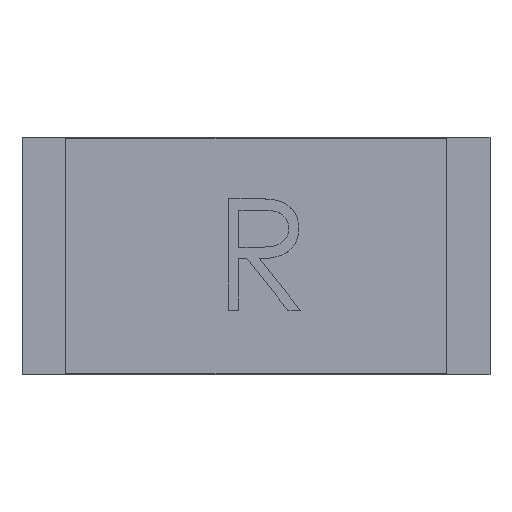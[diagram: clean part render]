
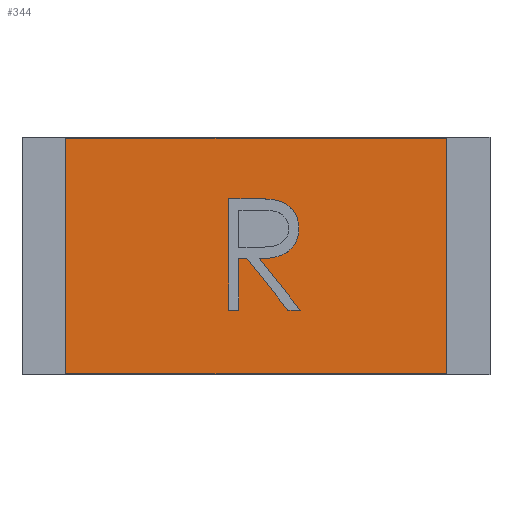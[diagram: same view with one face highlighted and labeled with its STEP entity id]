
A CAD part, top view. The second image highlights one B-rep face of the part: STEP entity #344.
In plain terms, the highlighted planar face has unit normal (0, 0, 1).
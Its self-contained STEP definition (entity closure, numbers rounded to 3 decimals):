
#344=ADVANCED_FACE('',(#415,#416),#382,.F.);
#382=PLANE('',#1026);
#415=FACE_BOUND('',#419,.T.);
#416=FACE_BOUND('',#420,.T.);
#419=EDGE_LOOP('',(#474,#475,#476,#477,#478,#479,#480,#481,#482,#483,#484));
#420=EDGE_LOOP('',(#485,#486,#487,#488));
#459=B_SPLINE_CURVE_WITH_KNOTS('',3,(#1230,#1231,#1232,#1233,#1234,#1235,
#1236,#1237,#1238,#1239,#1240),.UNSPECIFIED.,.F.,.F.,(4,1,1,1,1,1,1,1,4),
(0.,0.176,0.338,0.485,0.617,
0.735,0.837,0.926,1.),.UNSPECIFIED.);
#460=B_SPLINE_CURVE_WITH_KNOTS('',3,(#1242,#1243,#1244,#1245,#1246,#1247,
#1248,#1249,#1250,#1251,#1252,#1253,#1254,#1255,#1256,#1257,#1258,#1259,
#1260),.UNSPECIFIED.,.F.,.F.,(4,1,1,1,1,1,1,1,1,1,1,1,1,1,1,1,4),(0.,0.064,
0.127,0.189,0.249,0.309,
0.37,0.431,0.492,0.554,
0.616,0.677,0.738,0.801,
0.865,0.932,1.),.UNSPECIFIED.);
#461=B_SPLINE_CURVE_WITH_KNOTS('',3,(#1262,#1263,#1264,#1265,#1266,#1267,
#1268,#1269,#1270,#1271,#1272,#1273,#1274,#1275,#1276,#1277,#1278,#1279,
#1280),.UNSPECIFIED.,.F.,.F.,(4,1,1,1,1,1,1,1,1,1,1,1,1,1,1,1,4),(0.,0.079,
0.154,0.227,0.299,0.371,
0.443,0.517,0.593,0.634,0.677,
0.723,0.772,0.824,0.879,
0.938,1.),.UNSPECIFIED.);
#474=ORIENTED_EDGE('',*,*,#740,.T.);
#475=ORIENTED_EDGE('',*,*,#741,.T.);
#476=ORIENTED_EDGE('',*,*,#742,.T.);
#477=ORIENTED_EDGE('',*,*,#743,.T.);
#478=ORIENTED_EDGE('',*,*,#744,.T.);
#479=ORIENTED_EDGE('',*,*,#745,.T.);
#480=ORIENTED_EDGE('',*,*,#746,.T.);
#481=ORIENTED_EDGE('',*,*,#747,.T.);
#482=ORIENTED_EDGE('',*,*,#748,.T.);
#483=ORIENTED_EDGE('',*,*,#749,.T.);
#484=ORIENTED_EDGE('',*,*,#750,.T.);
#485=ORIENTED_EDGE('',*,*,#751,.T.);
#486=ORIENTED_EDGE('',*,*,#752,.F.);
#487=ORIENTED_EDGE('',*,*,#753,.F.);
#488=ORIENTED_EDGE('',*,*,#754,.T.);
#674=VERTEX_POINT('',#1224);
#675=VERTEX_POINT('',#1225);
#676=VERTEX_POINT('',#1227);
#677=VERTEX_POINT('',#1229);
#678=VERTEX_POINT('',#1241);
#679=VERTEX_POINT('',#1261);
#680=VERTEX_POINT('',#1281);
#681=VERTEX_POINT('',#1283);
#682=VERTEX_POINT('',#1285);
#683=VERTEX_POINT('',#1287);
#684=VERTEX_POINT('',#1289);
#685=VERTEX_POINT('',#1292);
#686=VERTEX_POINT('',#1293);
#687=VERTEX_POINT('',#1295);
#688=VERTEX_POINT('',#1297);
#740=EDGE_CURVE('',#674,#675,#840,.T.);
#741=EDGE_CURVE('',#675,#676,#841,.T.);
#742=EDGE_CURVE('',#676,#677,#842,.T.);
#743=EDGE_CURVE('',#677,#678,#459,.T.);
#744=EDGE_CURVE('',#678,#679,#460,.T.);
#745=EDGE_CURVE('',#679,#680,#461,.T.);
#746=EDGE_CURVE('',#680,#681,#843,.T.);
#747=EDGE_CURVE('',#681,#682,#844,.T.);
#748=EDGE_CURVE('',#682,#683,#845,.T.);
#749=EDGE_CURVE('',#683,#684,#846,.T.);
#750=EDGE_CURVE('',#684,#674,#847,.T.);
#751=EDGE_CURVE('',#685,#686,#848,.T.);
#752=EDGE_CURVE('',#687,#686,#849,.T.);
#753=EDGE_CURVE('',#688,#687,#850,.T.);
#754=EDGE_CURVE('',#688,#685,#851,.T.);
#840=LINE('',#1223,#930);
#841=LINE('',#1226,#931);
#842=LINE('',#1228,#932);
#843=LINE('',#1282,#933);
#844=LINE('',#1284,#934);
#845=LINE('',#1286,#935);
#846=LINE('',#1288,#936);
#847=LINE('',#1290,#937);
#848=LINE('',#1291,#938);
#849=LINE('',#1294,#939);
#850=LINE('',#1296,#940);
#851=LINE('',#1298,#941);
#930=VECTOR('',#1061,1.);
#931=VECTOR('',#1062,1.);
#932=VECTOR('',#1063,1.);
#933=VECTOR('',#1064,1.);
#934=VECTOR('',#1065,1.);
#935=VECTOR('',#1066,1.);
#936=VECTOR('',#1067,1.);
#937=VECTOR('',#1068,1.);
#938=VECTOR('',#1069,1.);
#939=VECTOR('',#1070,1.);
#940=VECTOR('',#1071,1.);
#941=VECTOR('',#1072,1.);
#1026=AXIS2_PLACEMENT_3D('',#1299,#1073,#1074);
#1061=DIRECTION('',(-1.,0.,0.));
#1062=DIRECTION('',(0.,1.,0.));
#1063=DIRECTION('',(1.,0.,0.));
#1064=DIRECTION('',(0.623,-0.782,0.));
#1065=DIRECTION('',(-1.,0.,0.));
#1066=DIRECTION('',(-0.623,0.782,0.));
#1067=DIRECTION('',(-1.,0.,0.));
#1068=DIRECTION('',(0.,-1.,0.));
#1069=DIRECTION('',(-1.,0.,0.));
#1070=DIRECTION('',(0.,1.,0.));
#1071=DIRECTION('',(-1.,0.,0.));
#1072=DIRECTION('',(0.,1.,0.));
#1073=DIRECTION('',(0.,0.,-1.));
#1074=DIRECTION('',(-1.,0.,0.));
#1223=CARTESIAN_POINT('',(-0.242,-0.86,0.631));
#1224=CARTESIAN_POINT('',(-0.242,-0.86,0.631));
#1225=CARTESIAN_POINT('',(-0.377,-0.86,0.631));
#1226=CARTESIAN_POINT('',(-0.377,-0.86,0.631));
#1227=CARTESIAN_POINT('',(-0.377,0.64,0.631));
#1228=CARTESIAN_POINT('',(-0.377,0.64,0.631));
#1229=CARTESIAN_POINT('',(-0.077,0.64,0.631));
#1230=CARTESIAN_POINT('',(-0.077,0.64,0.631));
#1231=CARTESIAN_POINT('',(-0.057,0.64,0.631));
#1232=CARTESIAN_POINT('',(-0.018,0.64,0.631));
#1233=CARTESIAN_POINT('',(0.037,0.639,0.631));
#1234=CARTESIAN_POINT('',(0.087,0.637,0.631));
#1235=CARTESIAN_POINT('',(0.132,0.636,0.631));
#1236=CARTESIAN_POINT('',(0.172,0.632,0.631));
#1237=CARTESIAN_POINT('',(0.207,0.629,0.631));
#1238=CARTESIAN_POINT('',(0.237,0.625,0.631));
#1239=CARTESIAN_POINT('',(0.255,0.622,0.631));
#1240=CARTESIAN_POINT('',(0.263,0.62,0.631));
#1241=CARTESIAN_POINT('',(0.263,0.62,0.631));
#1242=CARTESIAN_POINT('',(0.263,0.62,0.631));
#1243=CARTESIAN_POINT('',(0.274,0.617,0.631));
#1244=CARTESIAN_POINT('',(0.296,0.612,0.631));
#1245=CARTESIAN_POINT('',(0.327,0.601,0.631));
#1246=CARTESIAN_POINT('',(0.357,0.587,0.631));
#1247=CARTESIAN_POINT('',(0.385,0.572,0.631));
#1248=CARTESIAN_POINT('',(0.411,0.554,0.631));
#1249=CARTESIAN_POINT('',(0.436,0.534,0.631));
#1250=CARTESIAN_POINT('',(0.46,0.512,0.631));
#1251=CARTESIAN_POINT('',(0.481,0.488,0.631));
#1252=CARTESIAN_POINT('',(0.502,0.462,0.631));
#1253=CARTESIAN_POINT('',(0.519,0.435,0.631));
#1254=CARTESIAN_POINT('',(0.533,0.406,0.631));
#1255=CARTESIAN_POINT('',(0.545,0.375,0.631));
#1256=CARTESIAN_POINT('',(0.554,0.343,0.631));
#1257=CARTESIAN_POINT('',(0.561,0.31,0.631));
#1258=CARTESIAN_POINT('',(0.565,0.275,0.631));
#1259=CARTESIAN_POINT('',(0.565,0.251,0.631));
#1260=CARTESIAN_POINT('',(0.565,0.239,0.631));
#1261=CARTESIAN_POINT('',(0.565,0.239,0.631));
#1262=CARTESIAN_POINT('',(0.565,0.239,0.631));
#1263=CARTESIAN_POINT('',(0.565,0.219,0.631));
#1264=CARTESIAN_POINT('',(0.564,0.18,0.631));
#1265=CARTESIAN_POINT('',(0.552,0.124,0.631));
#1266=CARTESIAN_POINT('',(0.533,0.071,0.631));
#1267=CARTESIAN_POINT('',(0.507,0.022,0.631));
#1268=CARTESIAN_POINT('',(0.475,-0.022,0.631));
#1269=CARTESIAN_POINT('',(0.435,-0.061,0.631));
#1270=CARTESIAN_POINT('',(0.389,-0.093,0.631));
#1271=CARTESIAN_POINT('',(0.346,-0.116,0.631));
#1272=CARTESIAN_POINT('',(0.308,-0.13,0.631));
#1273=CARTESIAN_POINT('',(0.276,-0.14,0.631));
#1274=CARTESIAN_POINT('',(0.242,-0.148,0.631));
#1275=CARTESIAN_POINT('',(0.206,-0.155,0.631));
#1276=CARTESIAN_POINT('',(0.166,-0.16,0.631));
#1277=CARTESIAN_POINT('',(0.124,-0.164,0.631));
#1278=CARTESIAN_POINT('',(0.08,-0.167,0.631));
#1279=CARTESIAN_POINT('',(0.049,-0.167,0.631));
#1280=CARTESIAN_POINT('',(0.034,-0.167,0.631));
#1281=CARTESIAN_POINT('',(0.034,-0.167,0.631));
#1282=CARTESIAN_POINT('',(0.034,-0.167,0.631));
#1283=CARTESIAN_POINT('',(0.585,-0.86,0.631));
#1284=CARTESIAN_POINT('',(0.585,-0.86,0.631));
#1285=CARTESIAN_POINT('',(0.418,-0.86,0.631));
#1286=CARTESIAN_POINT('',(0.418,-0.86,0.631));
#1287=CARTESIAN_POINT('',(-0.133,-0.167,0.631));
#1288=CARTESIAN_POINT('',(-0.133,-0.167,0.631));
#1289=CARTESIAN_POINT('',(-0.242,-0.167,0.631));
#1290=CARTESIAN_POINT('',(-0.242,-0.167,0.631));
#1291=CARTESIAN_POINT('',(2.554,1.457,0.631));
#1292=CARTESIAN_POINT('',(2.554,1.457,0.631));
#1293=CARTESIAN_POINT('',(-2.574,1.457,0.631));
#1294=CARTESIAN_POINT('',(-2.574,-1.718,0.631));
#1295=CARTESIAN_POINT('',(-2.574,-1.718,0.631));
#1296=CARTESIAN_POINT('',(2.554,-1.718,0.631));
#1297=CARTESIAN_POINT('',(2.554,-1.718,0.631));
#1298=CARTESIAN_POINT('',(2.554,-1.718,0.631));
#1299=CARTESIAN_POINT('',(2.554,-1.718,0.631));
